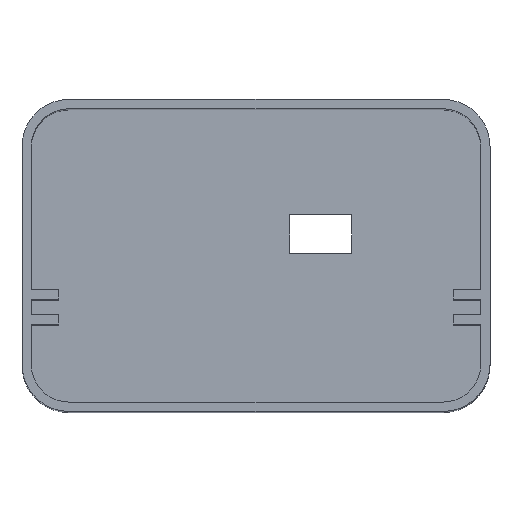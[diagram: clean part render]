
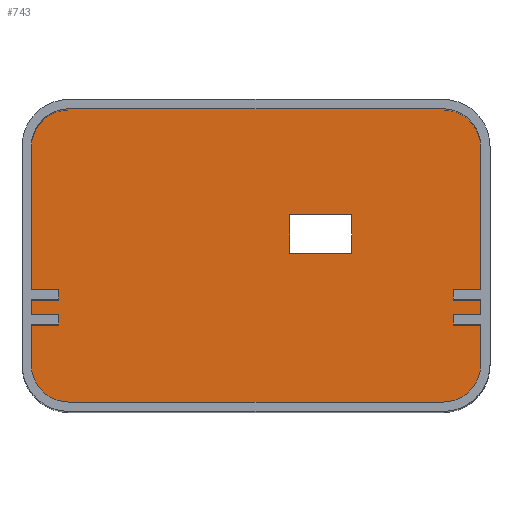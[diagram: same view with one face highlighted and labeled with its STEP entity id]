
A CAD part, top view. The second image highlights one B-rep face of the part: STEP entity #743.
In plain terms, the highlighted planar face has unit normal (0, 0, 1).
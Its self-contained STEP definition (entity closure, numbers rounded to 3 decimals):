
#23=FACE_BOUND('',#91,.T.);
#26=CIRCLE('',#797,4.8);
#27=CIRCLE('',#798,4.8);
#28=CIRCLE('',#799,4.8);
#29=CIRCLE('',#800,4.8);
#51=FACE_OUTER_BOUND('',#90,.T.);
#90=EDGE_LOOP('',(#523,#524,#525,#526,#527,#528,#529,#530,#531,#532,#533,
#534,#535,#536,#537,#538,#539,#540,#541,#542,#543,#544,#545,#546));
#91=EDGE_LOOP('',(#547,#548,#549,#550));
#125=LINE('',#1054,#217);
#128=LINE('',#1060,#220);
#131=LINE('',#1066,#223);
#134=LINE('',#1070,#226);
#135=LINE('',#1074,#227);
#139=LINE('',#1082,#231);
#142=LINE('',#1088,#234);
#147=LINE('',#1097,#239);
#148=LINE('',#1100,#240);
#151=LINE('',#1108,#243);
#152=LINE('',#1112,#244);
#153=LINE('',#1114,#245);
#154=LINE('',#1116,#246);
#155=LINE('',#1118,#247);
#156=LINE('',#1120,#248);
#157=LINE('',#1122,#249);
#158=LINE('',#1124,#250);
#159=LINE('',#1126,#251);
#160=LINE('',#1128,#252);
#161=LINE('',#1132,#253);
#162=LINE('',#1136,#254);
#163=LINE('',#1138,#255);
#164=LINE('',#1140,#256);
#165=LINE('',#1141,#257);
#217=VECTOR('',#848,10.);
#220=VECTOR('',#853,10.);
#223=VECTOR('',#858,10.);
#226=VECTOR('',#863,10.);
#227=VECTOR('',#866,10.);
#231=VECTOR('',#872,10.);
#234=VECTOR('',#877,10.);
#239=VECTOR('',#884,10.);
#240=VECTOR('',#887,10.);
#243=VECTOR('',#894,10.);
#244=VECTOR('',#897,10.);
#245=VECTOR('',#898,10.);
#246=VECTOR('',#899,10.);
#247=VECTOR('',#900,10.);
#248=VECTOR('',#901,10.);
#249=VECTOR('',#902,10.);
#250=VECTOR('',#903,10.);
#251=VECTOR('',#904,10.);
#252=VECTOR('',#905,10.);
#253=VECTOR('',#908,10.);
#254=VECTOR('',#911,10.);
#255=VECTOR('',#912,10.);
#256=VECTOR('',#913,10.);
#257=VECTOR('',#914,10.);
#309=VERTEX_POINT('',#1051);
#310=VERTEX_POINT('',#1053);
#312=VERTEX_POINT('',#1059);
#314=VERTEX_POINT('',#1065);
#315=VERTEX_POINT('',#1072);
#316=VERTEX_POINT('',#1073);
#319=VERTEX_POINT('',#1081);
#321=VERTEX_POINT('',#1087);
#324=VERTEX_POINT('',#1095);
#325=VERTEX_POINT('',#1099);
#327=VERTEX_POINT('',#1105);
#328=VERTEX_POINT('',#1107);
#329=VERTEX_POINT('',#1109);
#330=VERTEX_POINT('',#1111);
#331=VERTEX_POINT('',#1113);
#332=VERTEX_POINT('',#1115);
#333=VERTEX_POINT('',#1117);
#334=VERTEX_POINT('',#1119);
#335=VERTEX_POINT('',#1121);
#336=VERTEX_POINT('',#1123);
#337=VERTEX_POINT('',#1125);
#338=VERTEX_POINT('',#1127);
#339=VERTEX_POINT('',#1129);
#340=VERTEX_POINT('',#1131);
#341=VERTEX_POINT('',#1133);
#342=VERTEX_POINT('',#1135);
#343=VERTEX_POINT('',#1137);
#344=VERTEX_POINT('',#1139);
#381=EDGE_CURVE('',#310,#309,#125,.T.);
#384=EDGE_CURVE('',#312,#310,#128,.T.);
#387=EDGE_CURVE('',#314,#312,#131,.T.);
#390=EDGE_CURVE('',#309,#314,#134,.T.);
#391=EDGE_CURVE('',#315,#316,#135,.T.);
#395=EDGE_CURVE('',#319,#315,#139,.T.);
#398=EDGE_CURVE('',#321,#319,#142,.T.);
#403=EDGE_CURVE('',#324,#316,#147,.F.);
#404=EDGE_CURVE('',#321,#325,#148,.F.);
#407=EDGE_CURVE('',#324,#327,#26,.T.);
#408=EDGE_CURVE('',#328,#327,#151,.F.);
#409=EDGE_CURVE('',#328,#329,#27,.T.);
#410=EDGE_CURVE('',#330,#329,#152,.F.);
#411=EDGE_CURVE('',#330,#331,#153,.T.);
#412=EDGE_CURVE('',#331,#332,#154,.T.);
#413=EDGE_CURVE('',#332,#333,#155,.T.);
#414=EDGE_CURVE('',#334,#333,#156,.F.);
#415=EDGE_CURVE('',#334,#335,#157,.T.);
#416=EDGE_CURVE('',#335,#336,#158,.T.);
#417=EDGE_CURVE('',#336,#337,#159,.T.);
#418=EDGE_CURVE('',#338,#337,#160,.F.);
#419=EDGE_CURVE('',#338,#339,#28,.T.);
#420=EDGE_CURVE('',#340,#339,#161,.F.);
#421=EDGE_CURVE('',#340,#341,#29,.T.);
#422=EDGE_CURVE('',#342,#341,#162,.F.);
#423=EDGE_CURVE('',#342,#343,#163,.T.);
#424=EDGE_CURVE('',#343,#344,#164,.T.);
#425=EDGE_CURVE('',#344,#325,#165,.T.);
#523=ORIENTED_EDGE('',*,*,#398,.T.);
#524=ORIENTED_EDGE('',*,*,#395,.T.);
#525=ORIENTED_EDGE('',*,*,#391,.T.);
#526=ORIENTED_EDGE('',*,*,#403,.F.);
#527=ORIENTED_EDGE('',*,*,#407,.T.);
#528=ORIENTED_EDGE('',*,*,#408,.F.);
#529=ORIENTED_EDGE('',*,*,#409,.T.);
#530=ORIENTED_EDGE('',*,*,#410,.F.);
#531=ORIENTED_EDGE('',*,*,#411,.T.);
#532=ORIENTED_EDGE('',*,*,#412,.T.);
#533=ORIENTED_EDGE('',*,*,#413,.T.);
#534=ORIENTED_EDGE('',*,*,#414,.F.);
#535=ORIENTED_EDGE('',*,*,#415,.T.);
#536=ORIENTED_EDGE('',*,*,#416,.T.);
#537=ORIENTED_EDGE('',*,*,#417,.T.);
#538=ORIENTED_EDGE('',*,*,#418,.F.);
#539=ORIENTED_EDGE('',*,*,#419,.T.);
#540=ORIENTED_EDGE('',*,*,#420,.F.);
#541=ORIENTED_EDGE('',*,*,#421,.T.);
#542=ORIENTED_EDGE('',*,*,#422,.F.);
#543=ORIENTED_EDGE('',*,*,#423,.T.);
#544=ORIENTED_EDGE('',*,*,#424,.T.);
#545=ORIENTED_EDGE('',*,*,#425,.T.);
#546=ORIENTED_EDGE('',*,*,#404,.F.);
#547=ORIENTED_EDGE('',*,*,#387,.T.);
#548=ORIENTED_EDGE('',*,*,#384,.T.);
#549=ORIENTED_EDGE('',*,*,#381,.T.);
#550=ORIENTED_EDGE('',*,*,#390,.T.);
#712=PLANE('',#796);
#743=ADVANCED_FACE('',(#51,#23),#712,.F.);
#796=AXIS2_PLACEMENT_3D('',#1104,#890,#891);
#797=AXIS2_PLACEMENT_3D('',#1106,#892,#893);
#798=AXIS2_PLACEMENT_3D('',#1110,#895,#896);
#799=AXIS2_PLACEMENT_3D('',#1130,#906,#907);
#800=AXIS2_PLACEMENT_3D('',#1134,#909,#910);
#848=DIRECTION('',(0.,1.,0.));
#853=DIRECTION('',(-1.,0.,0.));
#858=DIRECTION('',(0.,-1.,0.));
#863=DIRECTION('',(1.,0.,0.));
#866=DIRECTION('',(-1.,0.,0.));
#872=DIRECTION('',(0.,-1.,0.));
#877=DIRECTION('',(1.,0.,0.));
#884=DIRECTION('',(0.,-1.,0.));
#887=DIRECTION('',(0.,-1.,0.));
#890=DIRECTION('center_axis',(0.,0.,-1.));
#891=DIRECTION('ref_axis',(-1.,0.,0.));
#892=DIRECTION('center_axis',(0.,0.,1.));
#893=DIRECTION('ref_axis',(-0.707,-0.707,0.));
#894=DIRECTION('',(1.,0.,0.));
#895=DIRECTION('center_axis',(0.,0.,1.));
#896=DIRECTION('ref_axis',(0.707,-0.707,0.));
#897=DIRECTION('',(0.,1.,0.));
#898=DIRECTION('',(-1.,0.,0.));
#899=DIRECTION('',(0.,1.,0.));
#900=DIRECTION('',(1.,0.,0.));
#901=DIRECTION('',(0.,1.,0.));
#902=DIRECTION('',(-1.,0.,0.));
#903=DIRECTION('',(0.,1.,0.));
#904=DIRECTION('',(1.,0.,0.));
#905=DIRECTION('',(0.,1.,0.));
#906=DIRECTION('center_axis',(0.,0.,1.));
#907=DIRECTION('ref_axis',(0.707,0.707,0.));
#908=DIRECTION('',(-1.,0.,0.));
#909=DIRECTION('center_axis',(0.,0.,1.));
#910=DIRECTION('ref_axis',(-0.707,0.707,0.));
#911=DIRECTION('',(0.,-1.,0.));
#912=DIRECTION('',(1.,0.,0.));
#913=DIRECTION('',(0.,-1.,0.));
#914=DIRECTION('',(-1.,0.,0.));
#1051=CARTESIAN_POINT('',(34.3,25.4,-88.8));
#1053=CARTESIAN_POINT('',(34.3,20.4,-88.8));
#1054=CARTESIAN_POINT('',(34.3,20.2,-88.8));
#1059=CARTESIAN_POINT('',(42.3,20.4,-88.8));
#1060=CARTESIAN_POINT('',(36.15,20.4,-88.8));
#1065=CARTESIAN_POINT('',(42.3,25.4,-88.8));
#1066=CARTESIAN_POINT('',(42.3,22.7,-88.8));
#1070=CARTESIAN_POINT('',(32.15,25.4,-88.8));
#1072=CARTESIAN_POINT('',(4.7,11.2,-88.8));
#1073=CARTESIAN_POINT('',(1.2,11.2,-88.8));
#1074=CARTESIAN_POINT('',(17.35,11.2,-88.8));
#1081=CARTESIAN_POINT('',(4.7,12.4,-88.8));
#1082=CARTESIAN_POINT('',(4.7,16.2,-88.8));
#1087=CARTESIAN_POINT('',(1.2,12.4,-88.8));
#1088=CARTESIAN_POINT('',(15.6,12.4,-88.8));
#1095=CARTESIAN_POINT('',(1.2,6.,-88.8));
#1097=CARTESIAN_POINT('',(1.2,10.,-88.8));
#1099=CARTESIAN_POINT('',(1.2,14.4,-88.8));
#1100=CARTESIAN_POINT('',(1.2,10.,-88.8));
#1104=CARTESIAN_POINT('Origin',(30.,20.,-88.8));
#1105=CARTESIAN_POINT('',(6.,1.2,-88.8));
#1106=CARTESIAN_POINT('Origin',(6.,6.,-88.8));
#1107=CARTESIAN_POINT('',(54.,1.2,-88.8));
#1108=CARTESIAN_POINT('',(45.,1.2,-88.8));
#1109=CARTESIAN_POINT('',(58.8,6.,-88.8));
#1110=CARTESIAN_POINT('Origin',(54.,6.,-88.8));
#1111=CARTESIAN_POINT('',(58.8,11.2,-88.8));
#1112=CARTESIAN_POINT('',(58.8,30.,-88.8));
#1113=CARTESIAN_POINT('',(55.3,11.2,-88.8));
#1114=CARTESIAN_POINT('',(44.4,11.2,-88.8));
#1115=CARTESIAN_POINT('',(55.3,12.4,-88.8));
#1116=CARTESIAN_POINT('',(55.3,15.6,-88.8));
#1117=CARTESIAN_POINT('',(58.8,12.4,-88.8));
#1118=CARTESIAN_POINT('',(42.65,12.4,-88.8));
#1119=CARTESIAN_POINT('',(58.8,14.4,-88.8));
#1120=CARTESIAN_POINT('',(58.8,30.,-88.8));
#1121=CARTESIAN_POINT('',(55.3,14.4,-88.8));
#1122=CARTESIAN_POINT('',(44.4,14.4,-88.8));
#1123=CARTESIAN_POINT('',(55.3,15.6,-88.8));
#1124=CARTESIAN_POINT('',(55.3,17.2,-88.8));
#1125=CARTESIAN_POINT('',(58.8,15.6,-88.8));
#1126=CARTESIAN_POINT('',(42.65,15.6,-88.8));
#1127=CARTESIAN_POINT('',(58.8,34.,-88.8));
#1128=CARTESIAN_POINT('',(58.8,30.,-88.8));
#1129=CARTESIAN_POINT('',(54.,38.8,-88.8));
#1130=CARTESIAN_POINT('Origin',(54.,34.,-88.8));
#1131=CARTESIAN_POINT('',(6.,38.8,-88.8));
#1132=CARTESIAN_POINT('',(15.,38.8,-88.8));
#1133=CARTESIAN_POINT('',(1.2,34.,-88.8));
#1134=CARTESIAN_POINT('Origin',(6.,34.,-88.8));
#1135=CARTESIAN_POINT('',(1.2,15.6,-88.8));
#1136=CARTESIAN_POINT('',(1.2,10.,-88.8));
#1137=CARTESIAN_POINT('',(4.7,15.6,-88.8));
#1138=CARTESIAN_POINT('',(15.6,15.6,-88.8));
#1139=CARTESIAN_POINT('',(4.7,14.4,-88.8));
#1140=CARTESIAN_POINT('',(4.7,17.8,-88.8));
#1141=CARTESIAN_POINT('',(17.35,14.4,-88.8));
